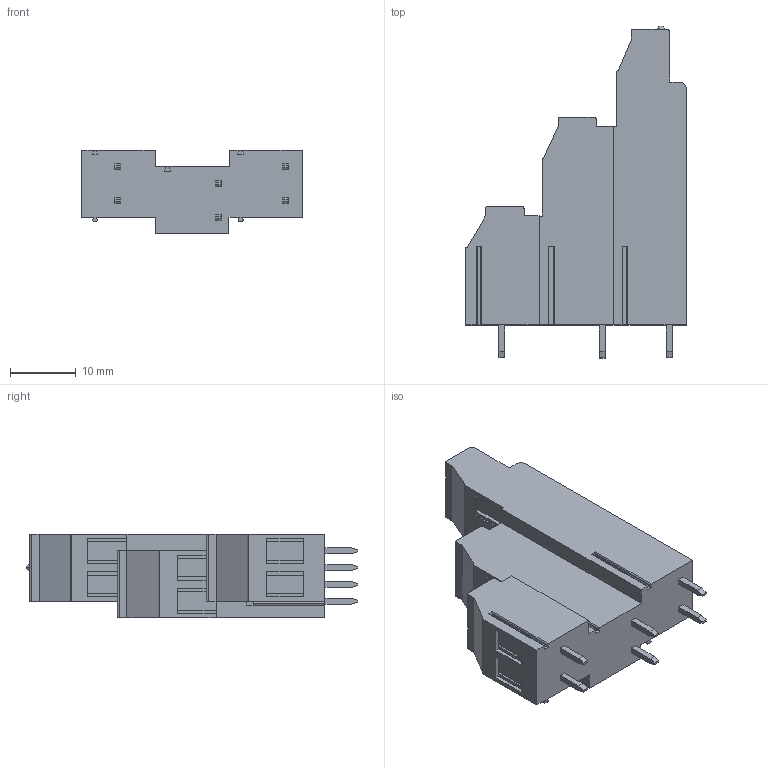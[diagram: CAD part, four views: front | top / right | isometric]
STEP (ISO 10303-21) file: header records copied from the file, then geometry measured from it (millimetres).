
FILE_DESCRIPTION((''),'2;1');
FILE_NAME('TL324VH3-XXP-XS','2025-01-09T17:01:15',('yanfa'),(''),'CREO PARAMETRIC BY PTC INC, 2018100','CREO PARAMETRIC BY PTC INC, 2018100','');
FILE_SCHEMA(('CONFIG_CONTROL_DESIGN','SHAPE_APPEARANCE_LAYERS_GROUPS'));
Length unit declared in the file: millimetre
Products named in the file (1): TL324VH3-XXP-XS
Bounding box: 33.4 x 50.3 x 12.7 mm (x, y, z)
Volume: 9507.7 mm3; surface area: 4589.3 mm2
Topology: 1 solids, 5 shells, 303 faces, 822 edges, 542 vertices
Faces by surface type: plane 239, cylinder 50, torus 12, sphere 2
Entity records: 9574 total; most frequent: CARTESIAN_POINT 1797, ORIENTED_EDGE 1640, DIRECTION 1542, EDGE_CURVE 820, VECTOR 656, LINE 656, VERTEX_POINT 542, AXIS2_PLACEMENT_3D 443
